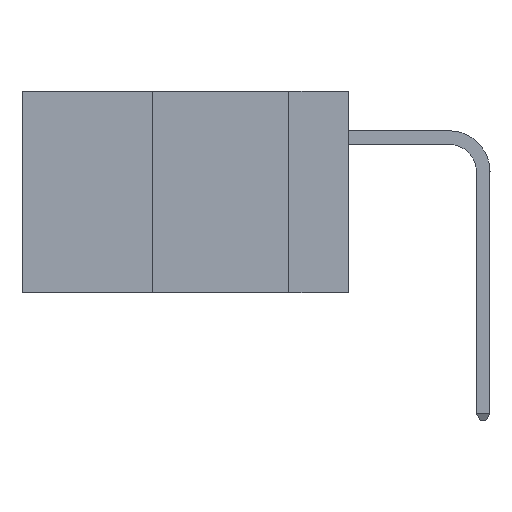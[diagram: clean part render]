
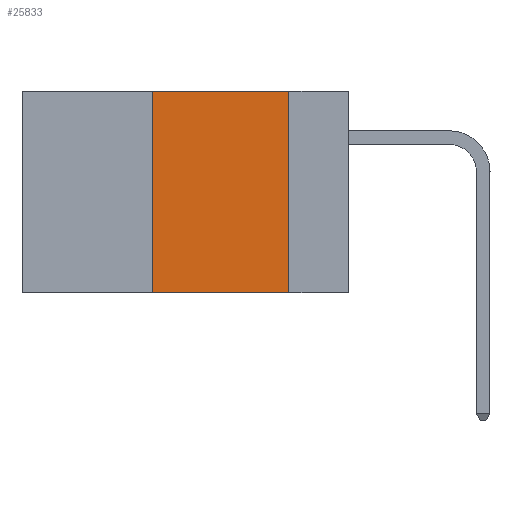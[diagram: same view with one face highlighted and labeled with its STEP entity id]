
A CAD part, left-side view. The second image highlights one B-rep face of the part: STEP entity #25833.
In plain terms, the highlighted planar face has unit normal (-1, 0, 0).
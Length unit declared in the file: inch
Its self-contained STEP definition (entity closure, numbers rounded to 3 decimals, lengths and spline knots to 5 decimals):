
#1387 = DIRECTION ( 'NONE',  ( 0., 0., -1. ) ) ;
#2288 = EDGE_CURVE ( 'NONE', #5033, #5207, #11616, .T. ) ;
#3157 = DIRECTION ( 'NONE',  ( 0., -1., 0. ) ) ;
#3432 = VERTEX_POINT ( 'NONE', #12830 ) ;
#5033 = VERTEX_POINT ( 'NONE', #14950 ) ;
#5202 = CARTESIAN_POINT ( 'NONE',  ( 0., 0.11, 0. ) ) ;
#5207 = VERTEX_POINT ( 'NONE', #15212 ) ;
#5532 = EDGE_CURVE ( 'NONE', #8644, #3432, #25025, .T. ) ;
#5759 = EDGE_CURVE ( 'NONE', #5207, #8644, #23281, .T. ) ;
#5834 = DIRECTION ( 'NONE',  ( 1., 0., 0. ) ) ;
#6527 = CARTESIAN_POINT ( 'NONE',  ( 0., 0.11, 0. ) ) ;
#6914 = LINE ( 'NONE', #17331, #10531 ) ;
#8391 = AXIS2_PLACEMENT_3D ( 'NONE', #26489, #5834, #1387 ) ;
#8644 = VERTEX_POINT ( 'NONE', #5202 ) ;
#10012 = FACE_OUTER_BOUND ( 'NONE', #12787, .T. ) ;
#10531 = VECTOR ( 'NONE', #25555, 39.37008 ) ;
#11616 = LINE ( 'NONE', #25423, #19912 ) ;
#12480 = DIRECTION ( 'NONE',  ( 0., 0., -1. ) ) ;
#12787 = EDGE_LOOP ( 'NONE', ( #22935, #20704, #21767, #16966 ) ) ;
#12830 = CARTESIAN_POINT ( 'NONE',  ( 0., 0.11, -0.37 ) ) ;
#13174 = CARTESIAN_POINT ( 'NONE',  ( 0., 0.6, 0. ) ) ;
#13956 = VECTOR ( 'NONE', #12480, 39.37008 ) ;
#14950 = CARTESIAN_POINT ( 'NONE',  ( 0., 0.36, -0.37 ) ) ;
#15212 = CARTESIAN_POINT ( 'NONE',  ( 0., 0.36, 0. ) ) ;
#15970 = PLANE ( 'NONE',  #8391 ) ;
#16919 = DIRECTION ( 'NONE',  ( 0., 0., 1. ) ) ;
#16966 = ORIENTED_EDGE ( 'NONE', *, *, #25611, .T. ) ;
#17331 = CARTESIAN_POINT ( 'NONE',  ( 0., 0.6, -0.37 ) ) ;
#19912 = VECTOR ( 'NONE', #16919, 39.37008 ) ;
#20704 = ORIENTED_EDGE ( 'NONE', *, *, #5759, .F. ) ;
#21767 = ORIENTED_EDGE ( 'NONE', *, *, #2288, .F. ) ;
#22560 = VECTOR ( 'NONE', #3157, 39.37008 ) ;
#22935 = ORIENTED_EDGE ( 'NONE', *, *, #5532, .F. ) ;
#23281 = LINE ( 'NONE', #13174, #22560 ) ;
#25025 = LINE ( 'NONE', #6527, #13956 ) ;
#25423 = CARTESIAN_POINT ( 'NONE',  ( 0., 0.36, 0. ) ) ;
#25555 = DIRECTION ( 'NONE',  ( 0., -1., 0. ) ) ;
#25611 = EDGE_CURVE ( 'NONE', #5033, #3432, #6914, .T. ) ;
#25833 = ADVANCED_FACE ( 'NONE', ( #10012 ), #15970, .F. ) ;
#26489 = CARTESIAN_POINT ( 'NONE',  ( 0., 0.6, 0. ) ) ;
